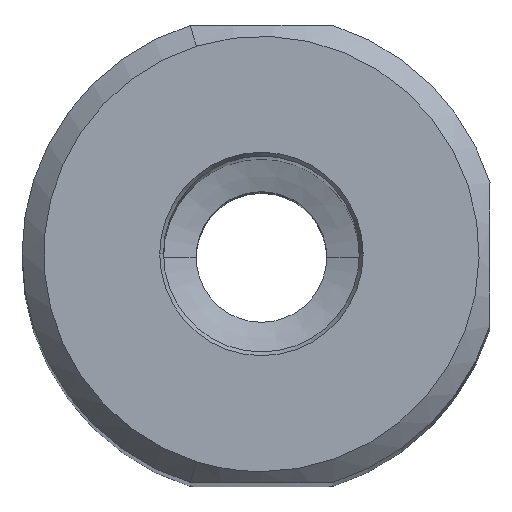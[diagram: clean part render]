
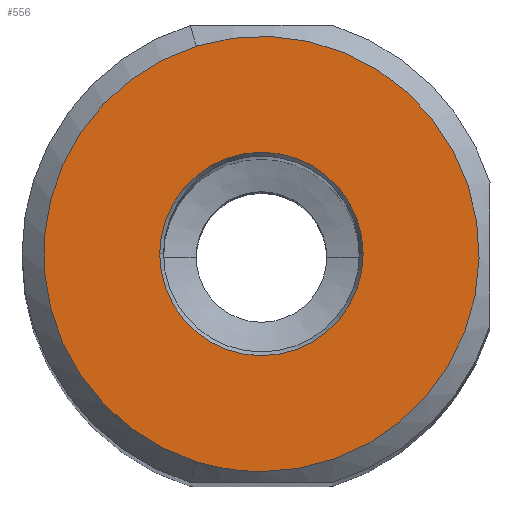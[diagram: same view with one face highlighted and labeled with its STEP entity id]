
A CAD part, top view. The second image highlights one B-rep face of the part: STEP entity #556.
In plain terms, the highlighted planar face has unit normal (0, 0, 1).
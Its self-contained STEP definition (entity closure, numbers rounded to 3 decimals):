
#556=ADVANCED_FACE('',(#681,#682),#633,.T.);
#633=PLANE('',#1981);
#681=FACE_BOUND('',#731,.T.);
#682=FACE_BOUND('',#732,.T.);
#731=EDGE_LOOP('',(#991,#992,#993));
#732=EDGE_LOOP('',(#994,#995));
#991=ORIENTED_EDGE('',*,*,#1504,.F.);
#992=ORIENTED_EDGE('',*,*,#1502,.F.);
#993=ORIENTED_EDGE('',*,*,#1501,.F.);
#994=ORIENTED_EDGE('',*,*,#1556,.F.);
#995=ORIENTED_EDGE('',*,*,#1555,.F.);
#1337=VERTEX_POINT('',#2937);
#1338=VERTEX_POINT('',#2939);
#1339=VERTEX_POINT('',#2941);
#1367=VERTEX_POINT('',#3281);
#1368=VERTEX_POINT('',#3283);
#1501=EDGE_CURVE('',#1337,#1338,#1720,.T.);
#1502=EDGE_CURVE('',#1338,#1339,#1721,.T.);
#1504=EDGE_CURVE('',#1339,#1337,#1722,.T.);
#1555=EDGE_CURVE('',#1368,#1367,#1742,.T.);
#1556=EDGE_CURVE('',#1367,#1368,#1743,.T.);
#1720=CIRCLE('',#1935,10.);
#1721=CIRCLE('',#1936,10.);
#1722=CIRCLE('',#1938,10.);
#1742=CIRCLE('',#1978,4.673);
#1743=CIRCLE('',#1980,4.673);
#1935=AXIS2_PLACEMENT_3D('',#2938,#2200,#2201);
#1936=AXIS2_PLACEMENT_3D('',#2940,#2202,#2203);
#1938=AXIS2_PLACEMENT_3D('',#2944,#2207,#2208);
#1978=AXIS2_PLACEMENT_3D('',#3284,#2308,#2309);
#1980=AXIS2_PLACEMENT_3D('',#3286,#2312,#2313);
#1981=AXIS2_PLACEMENT_3D('',#3287,#2314,#2315);
#2200=DIRECTION('',(0.,0.,-1.));
#2201=DIRECTION('',(-0.298,0.955,0.));
#2202=DIRECTION('',(0.,0.,-1.));
#2203=DIRECTION('',(0.,-1.,0.));
#2207=DIRECTION('',(0.,0.,-1.));
#2208=DIRECTION('',(-0.298,-0.955,0.));
#2308=DIRECTION('',(0.,0.,1.));
#2309=DIRECTION('',(-1.,0.,0.));
#2312=DIRECTION('',(0.,0.,1.));
#2313=DIRECTION('',(1.,0.,0.));
#2314=DIRECTION('',(0.,0.,1.));
#2315=DIRECTION('',(1.,0.,0.));
#2937=CARTESIAN_POINT('',(-2.981,9.545,0.));
#2938=CARTESIAN_POINT('',(0.,0.,0.));
#2939=CARTESIAN_POINT('',(0.,-10.,0.));
#2940=CARTESIAN_POINT('',(0.,0.,0.));
#2941=CARTESIAN_POINT('',(-2.981,-9.545,0.));
#2944=CARTESIAN_POINT('',(0.,0.,0.));
#3281=CARTESIAN_POINT('',(4.673,0.,0.));
#3283=CARTESIAN_POINT('',(-4.673,0.,0.));
#3284=CARTESIAN_POINT('',(0.,0.,0.));
#3286=CARTESIAN_POINT('',(0.,0.,0.));
#3287=CARTESIAN_POINT('',(-0.006,0.005,0.));
